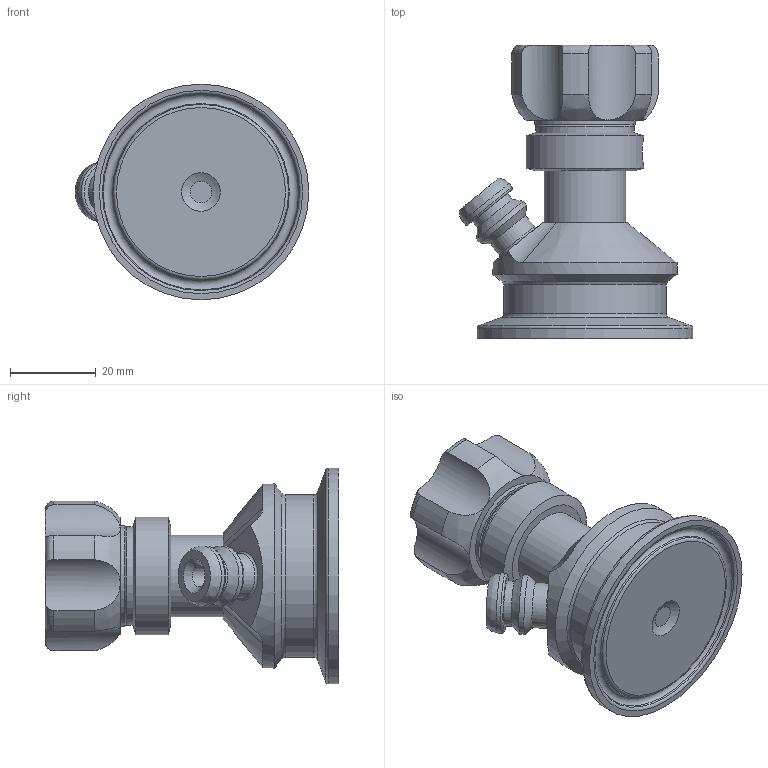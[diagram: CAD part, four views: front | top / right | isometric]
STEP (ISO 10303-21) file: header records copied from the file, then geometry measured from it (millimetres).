
FILE_DESCRIPTION(/* description */ ('This is a sample STEP configuration'),/* implementation_level */ '2;1');
FILE_NAME(/* name */ '452241PTFE.stp',/* time_stamp */ '2020-11-26T10:08:11+01:00',/* author */ ('powerJobs'),/* organization */ ('coolOrange'),/* preprocessor_version */ 'ST-DEVELOPER v18',/* originating_system */ 'Autodesk Inventor 2020',/* authorisation */ '');
FILE_SCHEMA (('AUTOMOTIVE_DESIGN { 1 0 10303 214 3 1 1 }'));
Length unit declared in the file: millimetre
Products named in the file (1): 452241PTFE
Bounding box: 54.59 x 68.5 x 50.4 mm (x, y, z)
Volume: 54947.4 mm3; surface area: 14437.4 mm2
Topology: 1 solids, 3 shells, 97 faces, 272 edges, 193 vertices
Faces by surface type: cylinder 38, plane 17, cone 17, torus 16, bspline 9
Full cylindrical faces by diameter (mm): 5 x1, 6.05 x1, 10.5 x2, 14 x3, 17.441 x2, 18.5 x1, 18.6 x2, 19 x1, 19.6 x1, 20 x1, 20.6 x1, 23 x1, 23.6 x1, 27.5 x1, 38 x1, 43 x1, 50.4 x1
Entity records: 3984 total; most frequent: CARTESIAN_POINT 1206, DIRECTION 594, ORIENTED_EDGE 544, EDGE_CURVE 272, AXIS2_PLACEMENT_3D 271, VERTEX_POINT 193, CIRCLE 177, EDGE_LOOP 113
